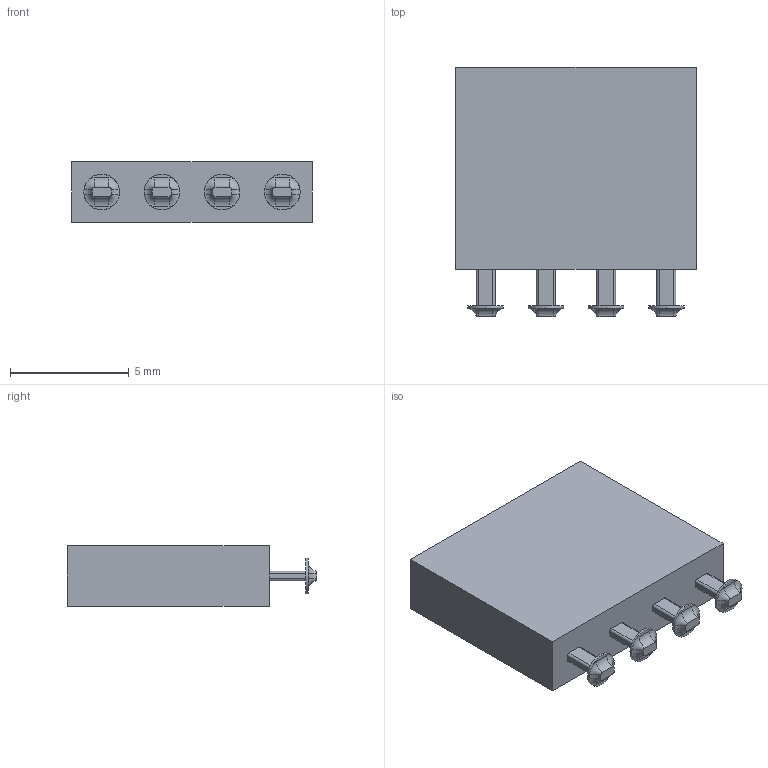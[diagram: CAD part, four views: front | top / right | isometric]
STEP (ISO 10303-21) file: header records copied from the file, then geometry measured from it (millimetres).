
FILE_DESCRIPTION (( 'STEP AP214' ), '1' );
FILE_NAME ('ROW HEADER 1X04PIN.STEP', '2022-04-19T16:01:19', ( '' ), ( '' ), 'SwSTEP 2.0', 'SolidWorks 2021', '' );
FILE_SCHEMA (( 'AUTOMOTIVE_DESIGN' ));
Length unit declared in the file: millimetre
Products named in the file (1): ROW HEADER 1X04PIN
Bounding box: 10.16 x 10.51 x 2.54 mm (x, y, z)
Volume: 200.4 mm3; surface area: 374 mm2
Topology: 1 solids, 1 shells, 130 faces, 332 edges, 216 vertices
Faces by surface type: plane 74, cylinder 40, torus 16
Entity records: 5468 total; most frequent: CARTESIAN_POINT 783, DIRECTION 690, ORIENTED_EDGE 664, EDGE_CURVE 332, AXIS2_PLACEMENT_3D 251, VERTEX_POINT 216, LINE 188, VECTOR 188
